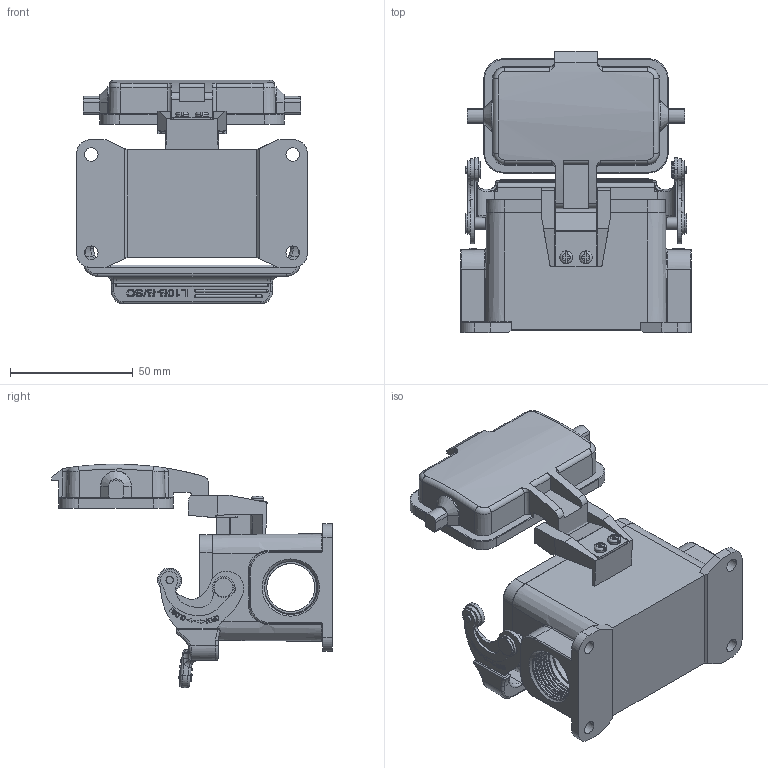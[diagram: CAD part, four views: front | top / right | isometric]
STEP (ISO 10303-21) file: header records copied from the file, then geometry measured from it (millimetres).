
FILE_DESCRIPTION(/* description */ (''),/* implementation_level */ '2;1');
FILE_NAME(/* name */ '3D_1240102611030_HV10B-SF-1L_SC-CV-2PG16_V1.11.stp',/* time_stamp */ '2023-12-20T10:43:24+08:00',/* author */ (''),/* organization */ (''),/* preprocessor_version */ 'ST-DEVELOPER v18.1',/* originating_system */ 'SIEMENS PLM Software NX 1980',/* authorisation */ '');
FILE_SCHEMA (('AUTOMOTIVE_DESIGN { 1 0 10303 214 3 1 1 1 }'));
Products named in the file (1): 14593A38CB82xxgm
Bounding box: 94 x 114.38 x 91.08 mm (x, y, z)
Volume: 107135.9 mm3; surface area: 76520.7 mm2
Topology: 17 solids, 25 shells, 1915 faces, 5195 edges, 3373 vertices
Faces by surface type: cylinder 864, plane 783, torus 88, cone 66, bspline 45, sphere 35, extrusion 34
Full cylindrical faces by diameter (mm): 1.9 x2, 3 x2, 4 x2, 4.9 x2, 8 x2, 19.5 x2, 21.3 x14
Entity records: 72577 total; most frequent: CARTESIAN_POINT 27022, ORIENTED_EDGE 10108, DIRECTION 8017, EDGE_CURVE 5073, VERTEX_POINT 3339, AXIS2_PLACEMENT_3D 2846, VECTOR 2325, LINE 2291
